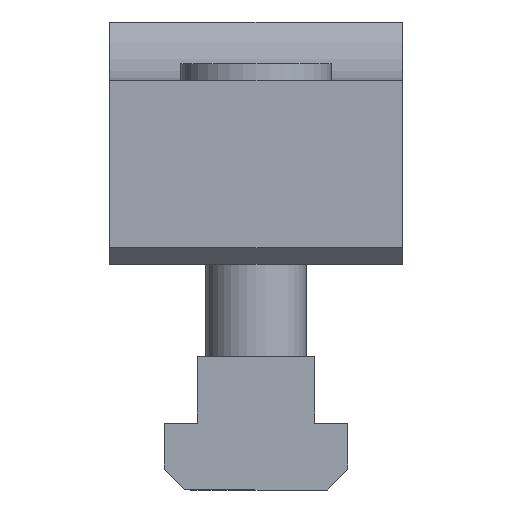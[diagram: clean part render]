
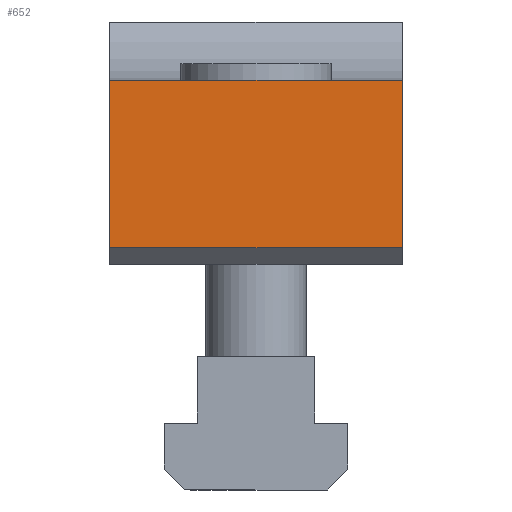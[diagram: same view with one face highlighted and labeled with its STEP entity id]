
A CAD part, left-side view. The second image highlights one B-rep face of the part: STEP entity #652.
In plain terms, the highlighted planar face has unit normal (-1, 0, 0).
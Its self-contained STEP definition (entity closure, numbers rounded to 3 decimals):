
#7 = DIRECTION ( 'NONE',  ( -1., 0., 0. ) ) ;
#28 = B_SPLINE_CURVE_WITH_KNOTS ( 'NONE', 3,
 ( #7619, #5478, #2019, #3309 ),
 .UNSPECIFIED., .F., .F.,
 ( 4, 4 ),
 ( 0., 1. ),
 .UNSPECIFIED. ) ;
#605 = CARTESIAN_POINT ( 'NONE',  ( -40., 17.5, 2. ) ) ;
#652 = ADVANCED_FACE ( 'NONE', ( #3523 ), #2043, .T. ) ;
#745 = DIRECTION ( 'NONE',  ( 0., 0., 1. ) ) ;
#770 = EDGE_CURVE ( 'NONE', #1888, #2256, #5695, .T. ) ;
#1480 = B_SPLINE_CURVE_WITH_KNOTS ( 'NONE', 3,
 ( #5632, #6333, #9144, #7121 ),
 .UNSPECIFIED., .F., .F.,
 ( 4, 4 ),
 ( 0., 1. ),
 .UNSPECIFIED. ) ;
#1624 = CARTESIAN_POINT ( 'NONE',  ( -40., -17.5, 2. ) ) ;
#1888 = VERTEX_POINT ( 'NONE', #605 ) ;
#2019 = CARTESIAN_POINT ( 'NONE',  ( -40., 5.833, 22. ) ) ;
#2043 = PLANE ( 'NONE',  #9005 ) ;
#2256 = VERTEX_POINT ( 'NONE', #8812 ) ;
#2335 = EDGE_CURVE ( 'NONE', #5286, #1888, #6547, .T. ) ;
#3309 = CARTESIAN_POINT ( 'NONE',  ( -40., 17.5, 22. ) ) ;
#3523 = FACE_OUTER_BOUND ( 'NONE', #8224, .T. ) ;
#3712 = CARTESIAN_POINT ( 'NONE',  ( -40., 17.5, 2. ) ) ;
#4867 = CARTESIAN_POINT ( 'NONE',  ( -40., 17.5, 2. ) ) ;
#5286 = VERTEX_POINT ( 'NONE', #9022 ) ;
#5478 = CARTESIAN_POINT ( 'NONE',  ( -40., -5.833, 22. ) ) ;
#5632 = CARTESIAN_POINT ( 'NONE',  ( -40., -17.5, 22. ) ) ;
#5663 = CARTESIAN_POINT ( 'NONE',  ( -40., 17.5, 8.667 ) ) ;
#5695 = B_SPLINE_CURVE_WITH_KNOTS ( 'NONE', 3,
 ( #3712, #6490, #8013, #1624 ),
 .UNSPECIFIED., .F., .F.,
 ( 4, 4 ),
 ( 0., 1. ),
 .UNSPECIFIED. ) ;
#6142 = EDGE_CURVE ( 'NONE', #7161, #2256, #1480, .T. ) ;
#6329 = ORIENTED_EDGE ( 'NONE', *, *, #6142, .F. ) ;
#6333 = CARTESIAN_POINT ( 'NONE',  ( -40., -17.5, 15.333 ) ) ;
#6350 = CARTESIAN_POINT ( 'NONE',  ( -40., -17.5, 2. ) ) ;
#6420 = ORIENTED_EDGE ( 'NONE', *, *, #770, .T. ) ;
#6490 = CARTESIAN_POINT ( 'NONE',  ( -40., 5.833, 2. ) ) ;
#6537 = ORIENTED_EDGE ( 'NONE', *, *, #2335, .T. ) ;
#6547 = B_SPLINE_CURVE_WITH_KNOTS ( 'NONE', 3,
 ( #6917, #7652, #5663, #4867 ),
 .UNSPECIFIED., .F., .F.,
 ( 4, 4 ),
 ( 0., 1. ),
 .UNSPECIFIED. ) ;
#6917 = CARTESIAN_POINT ( 'NONE',  ( -40., 17.5, 22. ) ) ;
#7121 = CARTESIAN_POINT ( 'NONE',  ( -40., -17.5, 2. ) ) ;
#7161 = VERTEX_POINT ( 'NONE', #7881 ) ;
#7619 = CARTESIAN_POINT ( 'NONE',  ( -40., -17.5, 22. ) ) ;
#7652 = CARTESIAN_POINT ( 'NONE',  ( -40., 17.5, 15.333 ) ) ;
#7684 = EDGE_CURVE ( 'NONE', #7161, #5286, #28, .T. ) ;
#7881 = CARTESIAN_POINT ( 'NONE',  ( -40., -17.5, 22. ) ) ;
#8013 = CARTESIAN_POINT ( 'NONE',  ( -40., -5.833, 2. ) ) ;
#8224 = EDGE_LOOP ( 'NONE', ( #6329, #8450, #6537, #6420 ) ) ;
#8450 = ORIENTED_EDGE ( 'NONE', *, *, #7684, .T. ) ;
#8812 = CARTESIAN_POINT ( 'NONE',  ( -40., -17.5, 2. ) ) ;
#9005 = AXIS2_PLACEMENT_3D ( 'NONE', #6350, #7, #745 ) ;
#9022 = CARTESIAN_POINT ( 'NONE',  ( -40., 17.5, 22. ) ) ;
#9144 = CARTESIAN_POINT ( 'NONE',  ( -40., -17.5, 8.667 ) ) ;
